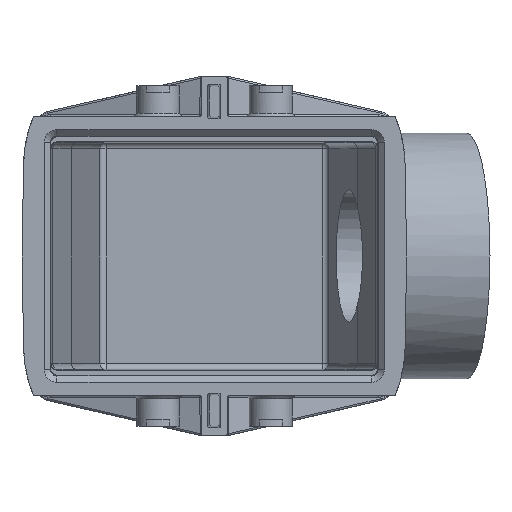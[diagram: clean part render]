
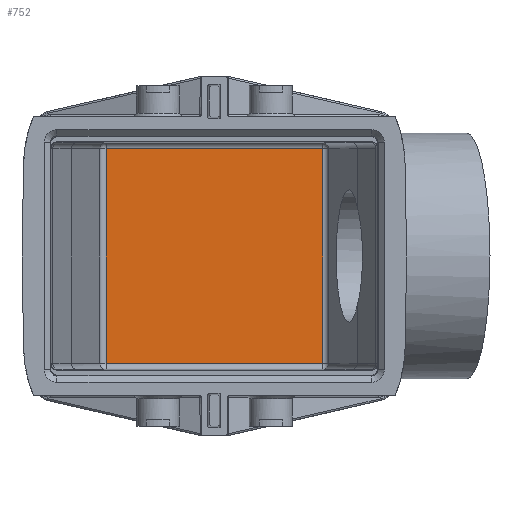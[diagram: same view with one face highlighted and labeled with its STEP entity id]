
A CAD part, front view. The second image highlights one B-rep face of the part: STEP entity #752.
In plain terms, the highlighted planar face has unit normal (0, -1, 0).
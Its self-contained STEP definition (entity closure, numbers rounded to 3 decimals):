
#752=ADVANCED_FACE('',(#1380),#1119,.T.);
#1119=PLANE('',#7298);
#1380=FACE_OUTER_BOUND('',#1778,.T.);
#1778=EDGE_LOOP('',(#2674,#2675,#2676,#2677));
#2674=ORIENTED_EDGE('',*,*,#5118,.T.);
#2675=ORIENTED_EDGE('',*,*,#5105,.T.);
#2676=ORIENTED_EDGE('',*,*,#5117,.F.);
#2677=ORIENTED_EDGE('',*,*,#5119,.F.);
#4357=VERTEX_POINT('',#10252);
#4358=VERTEX_POINT('',#10254);
#4364=VERTEX_POINT('',#10281);
#4365=VERTEX_POINT('',#10288);
#5105=EDGE_CURVE('',#4357,#4358,#6060,.T.);
#5117=EDGE_CURVE('',#4364,#4358,#6066,.T.);
#5118=EDGE_CURVE('',#4365,#4357,#6067,.T.);
#5119=EDGE_CURVE('',#4365,#4364,#6068,.T.);
#6060=LINE('',#10255,#6723);
#6066=LINE('',#10285,#6729);
#6067=LINE('',#10287,#6730);
#6068=LINE('',#10289,#6731);
#6723=VECTOR('',#8243,1.);
#6729=VECTOR('',#8269,1.);
#6730=VECTOR('',#8272,1.);
#6731=VECTOR('',#8273,1.);
#7298=AXIS2_PLACEMENT_3D('',#10290,#8274,#8275);
#8243=DIRECTION('',(0.,0.,-1.));
#8269=DIRECTION('',(-1.,0.,0.));
#8272=DIRECTION('',(-1.,0.,0.));
#8273=DIRECTION('',(0.,0.,-1.));
#8274=DIRECTION('',(0.,-1.,0.));
#8275=DIRECTION('',(1.,0.,0.));
#10252=CARTESIAN_POINT('',(-17.177,60.,16.998));
#10254=CARTESIAN_POINT('',(-17.177,60.,-16.998));
#10255=CARTESIAN_POINT('',(-17.177,60.,16.998));
#10281=CARTESIAN_POINT('',(17.177,60.,-16.998));
#10285=CARTESIAN_POINT('',(17.177,60.,-16.998));
#10287=CARTESIAN_POINT('',(17.177,60.,16.998));
#10288=CARTESIAN_POINT('',(17.177,60.,16.998));
#10289=CARTESIAN_POINT('',(17.177,60.,16.998));
#10290=CARTESIAN_POINT('',(-20.475,60.,-21.5));
